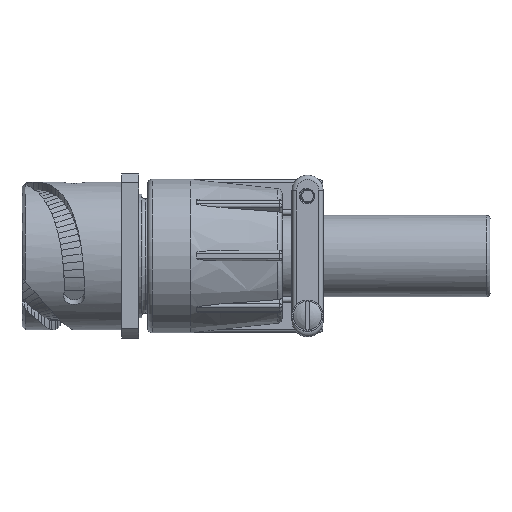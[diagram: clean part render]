
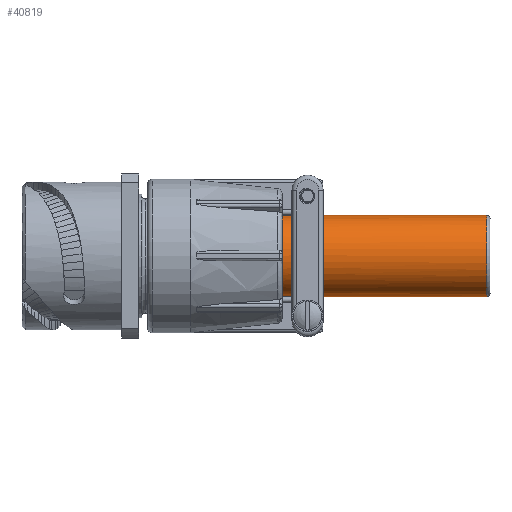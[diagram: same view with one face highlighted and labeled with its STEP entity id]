
A CAD part, top view. The second image highlights one B-rep face of the part: STEP entity #40819.
In plain terms, the highlighted cylindrical face has radius 9.4 mm (diameter 18.8 mm), a partial arc.
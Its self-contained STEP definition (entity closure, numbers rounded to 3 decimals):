
#6283=CARTESIAN_POINT('',(58.,0.,0.));
#6284=DIRECTION('',(1.,0.,0.));
#6285=DIRECTION('',(0.,1.,-0.004));
#6286=AXIS2_PLACEMENT_3D('',#6283,#6284,#6285);
#6288=CARTESIAN_POINT('',(107.452,0.,0.));
#6289=DIRECTION('',(1.,0.,0.));
#6290=DIRECTION('',(0.,1.,-0.004));
#6291=AXIS2_PLACEMENT_3D('',#6288,#6289,#6290);
#6298=DIRECTION('',(-1.,0.,0.));
#6299=VECTOR('',#6298,49.452);
#6300=CARTESIAN_POINT('',(107.452,-9.4,
0.033));
#6301=LINE('4111',#6300,#6299);
#6307=DIRECTION('',(-1.,0.,0.));
#6308=VECTOR('',#6307,49.452);
#6309=CARTESIAN_POINT('',(107.452,9.4,
-0.033));
#6310=LINE('4109',#6309,#6308);
#14620=CARTESIAN_POINT('',(69.67,0.,0.));
#14621=DIRECTION('',(1.,0.,0.));
#14622=DIRECTION('',(0.,0.72,0.694));
#14623=AXIS2_PLACEMENT_3D('',#14620,#14621,#14622);
#14675=CARTESIAN_POINT('',(69.67,-6.611,6.682));
#14676=CARTESIAN_POINT('',(69.67,-6.769,6.526));
#14677=CARTESIAN_POINT('',(69.669,-7.074,
6.202));
#14678=CARTESIAN_POINT('',(69.663,-7.497,
5.684));
#14679=CARTESIAN_POINT('',(69.651,-7.882,
5.137));
#14680=CARTESIAN_POINT('',(69.634,-8.225,
4.566));
#14681=CARTESIAN_POINT('',(69.617,-8.425,
4.174));
#14682=CARTESIAN_POINT('',(69.608,-8.518,
3.975));
#14695=DIRECTION('',(1.,0.,0.));
#14696=VECTOR('',#14695,2.558);
#14697=CARTESIAN_POINT('',(62.492,-8.518,
3.975));
#14698=LINE('3330',#14697,#14696);
#14705=DIRECTION('',(1.,0.,0.));
#14706=VECTOR('',#14705,2.558);
#14707=CARTESIAN_POINT('',(67.05,-8.518,3.975));
#14708=LINE('3331',#14707,#14706);
#14721=CARTESIAN_POINT('',(62.492,-8.518,
3.975));
#14722=CARTESIAN_POINT('',(62.483,-8.425,
4.174));
#14723=CARTESIAN_POINT('',(62.466,-8.225,
4.566));
#14724=CARTESIAN_POINT('',(62.449,-7.882,
5.137));
#14725=CARTESIAN_POINT('',(62.437,-7.497,
5.684));
#14726=CARTESIAN_POINT('',(62.431,-7.074,
6.202));
#14727=CARTESIAN_POINT('',(62.43,-6.769,6.526));
#14728=CARTESIAN_POINT('',(62.43,-6.611,6.682));
#14735=CARTESIAN_POINT('',(62.43,0.,0.));
#14736=DIRECTION('',(1.,0.,0.));
#14737=DIRECTION('',(0.,0.72,0.694));
#14738=AXIS2_PLACEMENT_3D('',#14735,#14736,#14737);
#14790=CARTESIAN_POINT('',(62.43,6.767,6.525));
#14791=CARTESIAN_POINT('',(62.43,6.914,6.372));
#14792=CARTESIAN_POINT('',(62.431,7.197,6.057));
#14793=CARTESIAN_POINT('',(62.437,7.591,5.556));
#14794=CARTESIAN_POINT('',(62.447,7.95,5.029));
#14795=CARTESIAN_POINT('',(62.463,8.271,4.481));
#14796=CARTESIAN_POINT('',(62.477,8.459,4.105));
#14797=CARTESIAN_POINT('',(62.486,8.546,3.915));
#14810=DIRECTION('',(1.,0.,0.));
#14811=VECTOR('',#14810,2.564);
#14812=CARTESIAN_POINT('',(62.486,8.546,3.915));
#14813=LINE('3328',#14812,#14811);
#14826=DIRECTION('',(1.,0.,0.));
#14827=VECTOR('',#14826,2.564);
#14828=CARTESIAN_POINT('',(67.05,8.546,3.915));
#14829=LINE('3329',#14828,#14827);
#14836=CARTESIAN_POINT('',(65.05,0.,0.));
#14837=DIRECTION('',(1.,0.,0.));
#14838=DIRECTION('',(0.,0.909,0.416));
#14839=AXIS2_PLACEMENT_3D('',#14836,#14837,#14838);
#14846=DIRECTION('',(-1.,0.,0.));
#14847=VECTOR('',#14846,2.);
#14848=CARTESIAN_POINT('',(67.05,8.19,4.614));
#14849=LINE('3337',#14848,#14847);
#14850=CARTESIAN_POINT('',(67.05,0.,0.));
#14851=DIRECTION('',(1.,0.,0.));
#14852=DIRECTION('',(0.,0.909,0.416));
#14853=AXIS2_PLACEMENT_3D('',#14850,#14851,#14852);
#14860=CARTESIAN_POINT('',(69.614,8.546,3.915));
#14861=CARTESIAN_POINT('',(69.623,8.459,4.105));
#14862=CARTESIAN_POINT('',(69.637,8.271,4.481));
#14863=CARTESIAN_POINT('',(69.653,7.95,5.029));
#14864=CARTESIAN_POINT('',(69.663,7.591,5.556));
#14865=CARTESIAN_POINT('',(69.669,7.197,6.057));
#14866=CARTESIAN_POINT('',(69.67,6.914,6.372));
#14867=CARTESIAN_POINT('',(69.67,6.767,6.525));
#21505=CARTESIAN_POINT('',(67.05,0.,0.));
#21506=DIRECTION('',(1.,0.,0.));
#21507=DIRECTION('',(0.,-0.859,0.511));
#21508=AXIS2_PLACEMENT_3D('',#21505,#21506,#21507);
#21515=DIRECTION('',(-1.,0.,0.));
#21516=VECTOR('',#21515,2.);
#21517=CARTESIAN_POINT('',(67.05,-8.079,4.805));
#21518=LINE('3336',#21517,#21516);
#21519=CARTESIAN_POINT('',(65.05,0.,0.));
#21520=DIRECTION('',(1.,0.,0.));
#21521=DIRECTION('',(0.,-0.859,0.511));
#21522=AXIS2_PLACEMENT_3D('',#21519,#21520,#21521);
#28923=CARTESIAN_POINT('',(107.452,9.4,
-0.033));
#28925=VERTEX_POINT('',#28923);
#28927=CARTESIAN_POINT('',(107.452,-9.4,
0.033));
#28929=VERTEX_POINT('',#28927);
#28930=CARTESIAN_POINT('',(69.67,6.767,6.525));
#28931=CARTESIAN_POINT('',(69.67,-6.611,6.682));
#28932=VERTEX_POINT('',#28930);
#28933=VERTEX_POINT('',#28931);
#28934=CARTESIAN_POINT('',(62.43,6.767,6.525));
#28935=CARTESIAN_POINT('',(62.43,-6.611,6.682));
#28936=VERTEX_POINT('',#28934);
#28937=VERTEX_POINT('',#28935);
#28938=CARTESIAN_POINT('',(62.486,8.546,3.915));
#28939=CARTESIAN_POINT('',(65.05,8.546,3.915));
#28940=VERTEX_POINT('',#28938);
#28941=VERTEX_POINT('',#28939);
#28942=CARTESIAN_POINT('',(67.05,8.546,3.915));
#28943=CARTESIAN_POINT('',(69.614,8.546,3.915));
#28944=VERTEX_POINT('',#28942);
#28945=VERTEX_POINT('',#28943);
#28946=CARTESIAN_POINT('',(62.492,-8.518,
3.975));
#28947=CARTESIAN_POINT('',(65.05,-8.518,3.975));
#28948=VERTEX_POINT('',#28946);
#28949=VERTEX_POINT('',#28947);
#28950=CARTESIAN_POINT('',(67.05,-8.518,3.975));
#28951=CARTESIAN_POINT('',(69.608,-8.518,
3.975));
#28952=VERTEX_POINT('',#28950);
#28953=VERTEX_POINT('',#28951);
#28954=CARTESIAN_POINT('',(65.05,8.19,4.614));
#28955=VERTEX_POINT('',#28954);
#28956=CARTESIAN_POINT('',(65.05,-8.079,4.805));
#28957=VERTEX_POINT('',#28956);
#28958=CARTESIAN_POINT('',(67.05,8.19,4.614));
#28959=VERTEX_POINT('',#28958);
#28960=CARTESIAN_POINT('',(67.05,-8.079,4.805));
#28961=VERTEX_POINT('',#28960);
#29931=CARTESIAN_POINT('',(58.,9.4,-0.033));
#29932=CARTESIAN_POINT('',(58.,-9.4,0.033));
#29933=VERTEX_POINT('',#29931);
#29934=VERTEX_POINT('',#29932);
#40771=CARTESIAN_POINT('',(48.138,0.,0.));
#40772=DIRECTION('',(1.,0.,0.));
#40773=DIRECTION('',(0.,-1.,0.004));
#40774=AXIS2_PLACEMENT_3D('',#40771,#40772,#40773);
#40775=CYLINDRICAL_SURFACE('841',#40774,9.4);
#40776=ORIENTED_EDGE('4089',*,*,#40745,.F.);
#40778=ORIENTED_EDGE('4109',*,*,#40777,.F.);
#40780=ORIENTED_EDGE('3323',*,*,#40779,.T.);
#40782=ORIENTED_EDGE('4111',*,*,#40781,.T.);
#40783=EDGE_LOOP('841',(#40776,#40778,#40780,#40782));
#40784=FACE_OUTER_BOUND('841',#40783,.F.);
#40786=ORIENTED_EDGE('3326',*,*,#40785,.F.);
#40788=ORIENTED_EDGE('3339',*,*,#40787,.F.);
#40790=ORIENTED_EDGE('3329',*,*,#40789,.F.);
#40792=ORIENTED_EDGE('3334',*,*,#40791,.T.);
#40794=ORIENTED_EDGE('3337',*,*,#40793,.T.);
#40796=ORIENTED_EDGE('3332',*,*,#40795,.F.);
#40798=ORIENTED_EDGE('3328',*,*,#40797,.F.);
#40800=ORIENTED_EDGE('3341',*,*,#40799,.F.);
#40802=ORIENTED_EDGE('3327',*,*,#40801,.T.);
#40804=ORIENTED_EDGE('3340',*,*,#40803,.F.);
#40806=ORIENTED_EDGE('3330',*,*,#40805,.T.);
#40808=ORIENTED_EDGE('3333',*,*,#40807,.F.);
#40810=ORIENTED_EDGE('3336',*,*,#40809,.F.);
#40812=ORIENTED_EDGE('3335',*,*,#40811,.T.);
#40814=ORIENTED_EDGE('3331',*,*,#40813,.T.);
#40816=ORIENTED_EDGE('3338',*,*,#40815,.F.);
#40817=EDGE_LOOP('841',(#40786,#40788,#40790,#40792,#40794,#40796,#40798,#40800,
#40802,#40804,#40806,#40808,#40810,#40812,#40814,#40816));
#40818=FACE_BOUND('841',#40817,.F.);
#6287=CIRCLE('4089',#6286,9.4);
#6292=CIRCLE('3323',#6291,9.4);
#14624=CIRCLE('3326',#14623,9.4);
#14683=B_SPLINE_CURVE_WITH_KNOTS('3338',3,(#14675,#14676,#14677,#14678,#14679,
#14680,#14681,#14682),.UNSPECIFIED.,.F.,.F.,(4,1,1,1,1,4),(0.,0.2,0.4,
0.6,0.8,1.),.UNSPECIFIED.);
#14729=B_SPLINE_CURVE_WITH_KNOTS('3340',3,(#14721,#14722,#14723,#14724,#14725,
#14726,#14727,#14728),.UNSPECIFIED.,.F.,.F.,(4,1,1,1,1,4),(0.,0.2,0.4,
0.6,0.8,1.),.UNSPECIFIED.);
#14739=CIRCLE('3327',#14738,9.4);
#14798=B_SPLINE_CURVE_WITH_KNOTS('3341',3,(#14790,#14791,#14792,#14793,#14794,
#14795,#14796,#14797),.UNSPECIFIED.,.F.,.F.,(4,1,1,1,1,4),(0.,0.2,0.4,
0.6,0.8,1.),.UNSPECIFIED.);
#14840=CIRCLE('3332',#14839,9.4);
#14854=CIRCLE('3334',#14853,9.4);
#14868=B_SPLINE_CURVE_WITH_KNOTS('3339',3,(#14860,#14861,#14862,#14863,#14864,
#14865,#14866,#14867),.UNSPECIFIED.,.F.,.F.,(4,1,1,1,1,4),(0.,0.2,0.4,
0.6,0.8,1.),.UNSPECIFIED.);
#21509=CIRCLE('3335',#21508,9.4);
#21523=CIRCLE('3333',#21522,9.4);
#40745=EDGE_CURVE('4089',#29933,#29934,#6287,.T.);
#40777=EDGE_CURVE('4109',#28925,#29933,#6310,.T.);
#40779=EDGE_CURVE('3323',#28925,#28929,#6292,.T.);
#40781=EDGE_CURVE('4111',#28929,#29934,#6301,.T.);
#40785=EDGE_CURVE('3326',#28932,#28933,#14624,.T.);
#40787=EDGE_CURVE('3339',#28945,#28932,#14868,.T.);
#40789=EDGE_CURVE('3329',#28944,#28945,#14829,.T.);
#40791=EDGE_CURVE('3334',#28944,#28959,#14854,.T.);
#40793=EDGE_CURVE('3337',#28959,#28955,#14849,.T.);
#40795=EDGE_CURVE('3332',#28941,#28955,#14840,.T.);
#40797=EDGE_CURVE('3328',#28940,#28941,#14813,.T.);
#40799=EDGE_CURVE('3341',#28936,#28940,#14798,.T.);
#40801=EDGE_CURVE('3327',#28936,#28937,#14739,.T.);
#40803=EDGE_CURVE('3340',#28948,#28937,#14729,.T.);
#40805=EDGE_CURVE('3330',#28948,#28949,#14698,.T.);
#40807=EDGE_CURVE('3333',#28957,#28949,#21523,.T.);
#40809=EDGE_CURVE('3336',#28961,#28957,#21518,.T.);
#40811=EDGE_CURVE('3335',#28961,#28952,#21509,.T.);
#40813=EDGE_CURVE('3331',#28952,#28953,#14708,.T.);
#40815=EDGE_CURVE('3338',#28933,#28953,#14683,.T.);
#40819=ADVANCED_FACE('841',(#40784,#40818),#40775,.T.);
